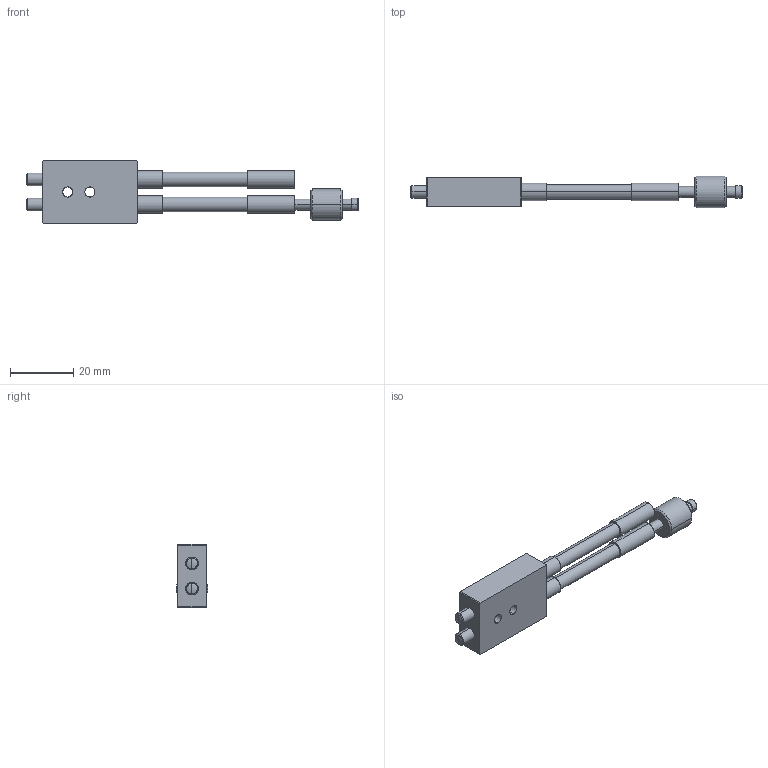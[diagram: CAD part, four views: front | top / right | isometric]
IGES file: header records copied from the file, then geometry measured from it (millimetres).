
Start section: SolidWorks IGES file using analytic representation for surfaces
Global section: file name: GPF-VD24-ST-180.IGS; native system: SolidWorks 2015; preprocessor: SolidWorks 2015; author: TWLEE; date: 171117.174239; units: millimetre
Bounding box: 105.25 x 10 x 20 mm (x, y, z)
Surface area: 4687 mm2 (no closed solid volume)
Topology: 0 solids, 0 shells, 76 faces, 1232 edges, 1228 vertices
Faces by surface type: revolution 44, bspline 32
